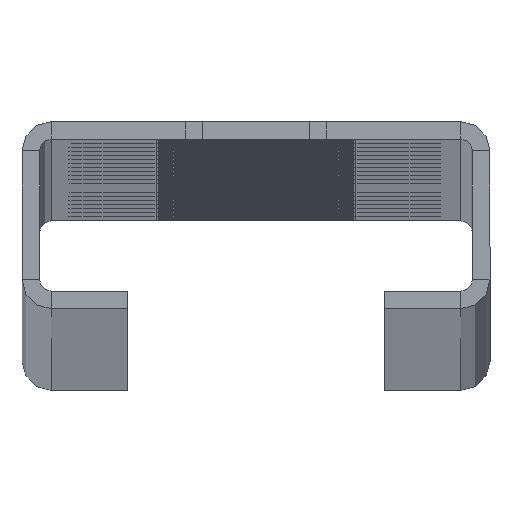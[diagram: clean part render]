
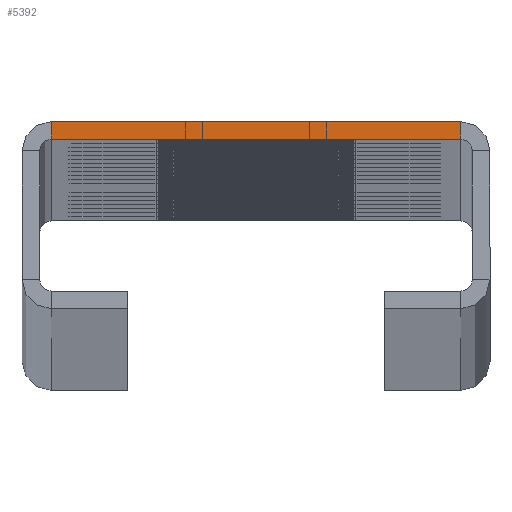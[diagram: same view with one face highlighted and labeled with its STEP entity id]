
A CAD part, top view. The second image highlights one B-rep face of the part: STEP entity #5392.
In plain terms, the highlighted planar face has unit normal (0, 0, 1).
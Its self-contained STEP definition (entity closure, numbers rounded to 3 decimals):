
#2090 = EDGE_CURVE ( 'NONE', #26542, #40373, #28011, .T. ) ;
#3816 = ORIENTED_EDGE ( 'NONE', *, *, #28088, .T. ) ;
#5392 = ADVANCED_FACE ( 'NONE', ( #38718 ), #26967, .T. ) ;
#7122 = ORIENTED_EDGE ( 'NONE', *, *, #31322, .F. ) ;
#8306 = DIRECTION ( 'NONE',  ( -1., 0., 0. ) ) ;
#9046 = CARTESIAN_POINT ( 'NONE',  ( -8.75, 8., 2000. ) ) ;
#9239 = ORIENTED_EDGE ( 'NONE', *, *, #19295, .T. ) ;
#11035 = DIRECTION ( 'NONE',  ( 0., 0., 1. ) ) ;
#12275 = VECTOR ( 'NONE', #25547, 1000. ) ;
#12791 = VECTOR ( 'NONE', #24952, 1000. ) ;
#14145 = ORIENTED_EDGE ( 'NONE', *, *, #2090, .T. ) ;
#14318 = LINE ( 'NONE', #15965, #12275 ) ;
#15965 = CARTESIAN_POINT ( 'NONE',  ( 8.75, 7.25, 2000. ) ) ;
#19295 = EDGE_CURVE ( 'NONE', #40373, #23781, #31792, .T. ) ;
#19524 = VECTOR ( 'NONE', #8306, 1000. ) ;
#21009 = CARTESIAN_POINT ( 'NONE',  ( 10., 8., 2000. ) ) ;
#23781 = VERTEX_POINT ( 'NONE', #33201 ) ;
#24952 = DIRECTION ( 'NONE',  ( 0., -1., 0. ) ) ;
#25020 = CARTESIAN_POINT ( 'NONE',  ( 8.75, 7.25, 2000. ) ) ;
#25547 = DIRECTION ( 'NONE',  ( 0., 1., 0. ) ) ;
#26542 = VERTEX_POINT ( 'NONE', #36003 ) ;
#26916 = DIRECTION ( 'NONE',  ( -1., 0., 0. ) ) ;
#26967 = PLANE ( 'NONE',  #33296 ) ;
#28011 = LINE ( 'NONE', #21009, #19524 ) ;
#28088 = EDGE_CURVE ( 'NONE', #28602, #26542, #14318, .T. ) ;
#28602 = VERTEX_POINT ( 'NONE', #25020 ) ;
#30174 = CARTESIAN_POINT ( 'NONE',  ( -9.25, 6.75, 2000. ) ) ;
#31180 = LINE ( 'NONE', #39606, #38674 ) ;
#31297 = CARTESIAN_POINT ( 'NONE',  ( -8.75, 8., 2000. ) ) ;
#31322 = EDGE_CURVE ( 'NONE', #28602, #23781, #31180, .T. ) ;
#31792 = LINE ( 'NONE', #9046, #12791 ) ;
#33201 = CARTESIAN_POINT ( 'NONE',  ( -8.75, 7.25, 2000. ) ) ;
#33296 = AXIS2_PLACEMENT_3D ( 'NONE', #30174, #11035, #33406 ) ;
#33406 = DIRECTION ( 'NONE',  ( 1., 0., 0. ) ) ;
#34077 = EDGE_LOOP ( 'NONE', ( #14145, #9239, #7122, #3816 ) ) ;
#36003 = CARTESIAN_POINT ( 'NONE',  ( 8.75, 8., 2000. ) ) ;
#38674 = VECTOR ( 'NONE', #26916, 1000. ) ;
#38718 = FACE_OUTER_BOUND ( 'NONE', #34077, .T. ) ;
#39606 = CARTESIAN_POINT ( 'NONE',  ( 10., 7.25, 2000. ) ) ;
#40373 = VERTEX_POINT ( 'NONE', #31297 ) ;
